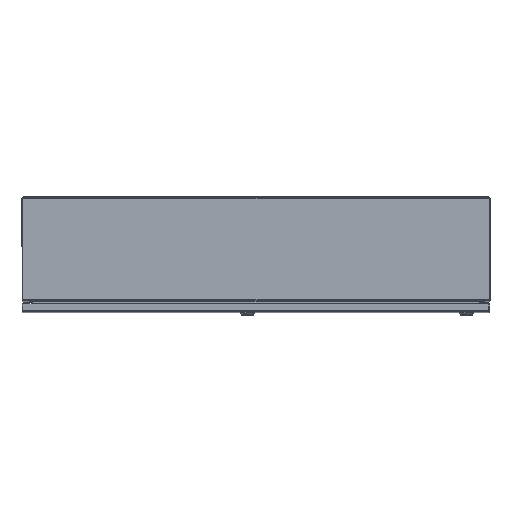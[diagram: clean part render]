
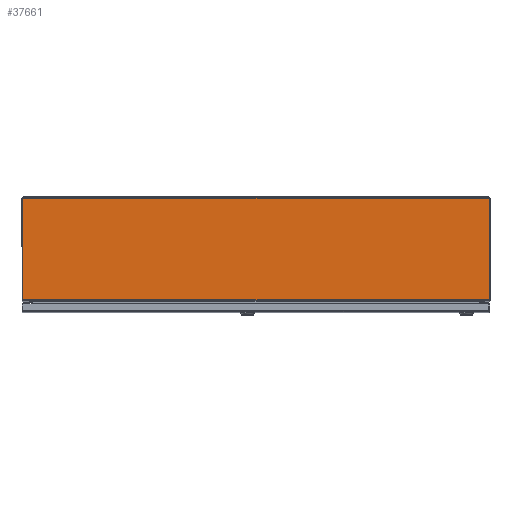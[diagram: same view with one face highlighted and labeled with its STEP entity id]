
A CAD part, top view. The second image highlights one B-rep face of the part: STEP entity #37661.
In plain terms, the highlighted planar face has unit normal (0, 0, 1).
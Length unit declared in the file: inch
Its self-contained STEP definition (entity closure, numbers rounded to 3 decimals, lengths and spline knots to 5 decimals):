
#384 = LINE ( 'NONE', #46376, #31672 ) ;
#644 = DIRECTION ( 'NONE',  ( -1., 0., 0. ) ) ;
#2757 = ORIENTED_EDGE ( 'NONE', *, *, #26098, .T. ) ;
#3469 = CARTESIAN_POINT ( 'NONE',  ( 17.92789, 0., 24. ) ) ;
#4728 = CARTESIAN_POINT ( 'NONE',  ( -17.92789, 0., 24. ) ) ;
#4833 = DIRECTION ( 'NONE',  ( 0., 1., 0. ) ) ;
#7074 = ORIENTED_EDGE ( 'NONE', *, *, #51677, .F. ) ;
#7400 = EDGE_CURVE ( 'NONE', #39561, #38261, #14205, .T. ) ;
#9166 = VECTOR ( 'NONE', #34810, 39.37008 ) ;
#10925 = EDGE_LOOP ( 'NONE', ( #27347, #41113, #2757, #7074 ) ) ;
#13754 = CARTESIAN_POINT ( 'NONE',  ( 125.406, 0., 24. ) ) ;
#14041 = FACE_OUTER_BOUND ( 'NONE', #10925, .T. ) ;
#14205 = LINE ( 'NONE', #4728, #9166 ) ;
#17090 = LINE ( 'NONE', #30730, #34281 ) ;
#17905 = DIRECTION ( 'NONE',  ( 0., 0., -1. ) ) ;
#20457 = DIRECTION ( 'NONE',  ( 0., 1., 0. ) ) ;
#21325 = AXIS2_PLACEMENT_3D ( 'NONE', #13754, #17905, #4833 ) ;
#25409 = CARTESIAN_POINT ( 'NONE',  ( 17.92789, -7.892, 24. ) ) ;
#26098 = EDGE_CURVE ( 'NONE', #34973, #32478, #41627, .T. ) ;
#27347 = ORIENTED_EDGE ( 'NONE', *, *, #7400, .T. ) ;
#30730 = CARTESIAN_POINT ( 'NONE',  ( 125.406, -7.892, 24. ) ) ;
#31027 = PLANE ( 'NONE',  #21325 ) ;
#31672 = VECTOR ( 'NONE', #38031, 39.37008 ) ;
#32017 = EDGE_CURVE ( 'NONE', #34973, #38261, #17090, .T. ) ;
#32478 = VERTEX_POINT ( 'NONE', #35040 ) ;
#34281 = VECTOR ( 'NONE', #644, 39.37008 ) ;
#34745 = VECTOR ( 'NONE', #20457, 39.37008 ) ;
#34810 = DIRECTION ( 'NONE',  ( 0., -1., 0. ) ) ;
#34973 = VERTEX_POINT ( 'NONE', #25409 ) ;
#35040 = CARTESIAN_POINT ( 'NONE',  ( 17.92789, -0.108, 24. ) ) ;
#36714 = CARTESIAN_POINT ( 'NONE',  ( -17.92789, -0.108, 24. ) ) ;
#37661 = ADVANCED_FACE ( 'NONE', ( #14041 ), #31027, .F. ) ;
#38031 = DIRECTION ( 'NONE',  ( 1., 0., 0. ) ) ;
#38261 = VERTEX_POINT ( 'NONE', #41206 ) ;
#39561 = VERTEX_POINT ( 'NONE', #36714 ) ;
#41113 = ORIENTED_EDGE ( 'NONE', *, *, #32017, .F. ) ;
#41206 = CARTESIAN_POINT ( 'NONE',  ( -17.92789, -7.892, 24. ) ) ;
#41627 = LINE ( 'NONE', #3469, #34745 ) ;
#46376 = CARTESIAN_POINT ( 'NONE',  ( -17.892, -0.108, 24. ) ) ;
#51677 = EDGE_CURVE ( 'NONE', #39561, #32478, #384, .T. ) ;
